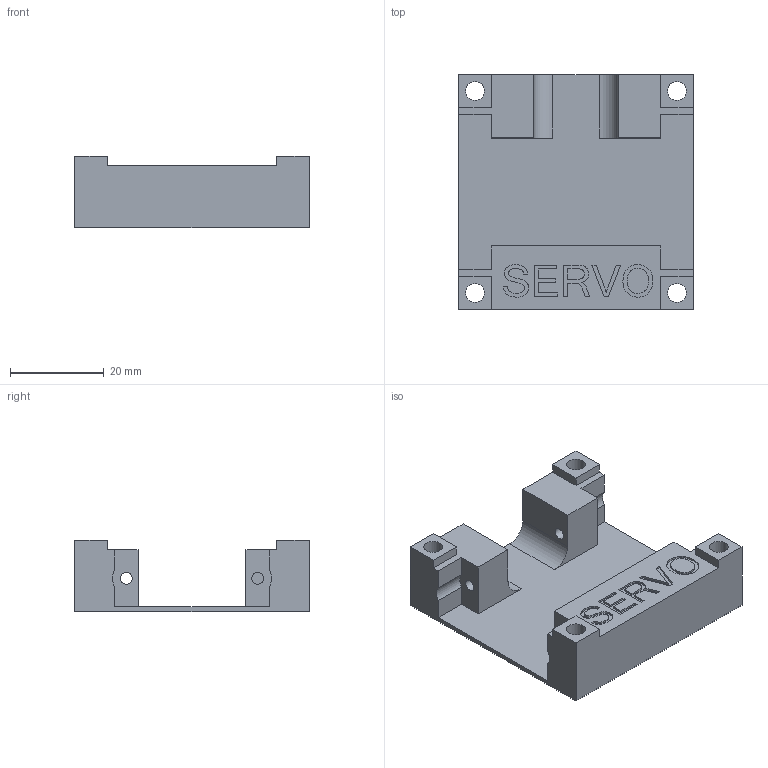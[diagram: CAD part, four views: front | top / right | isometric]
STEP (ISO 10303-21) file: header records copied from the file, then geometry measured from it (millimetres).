
FILE_DESCRIPTION(/* description */ ('Alibre Inc.'),/* implementation_level */ '2;1');
FILE_NAME(/* name */ 'export-5001538D-6009-4384-9909-DF81F75C8DF1',/* time_stamp */ '2024-07-01T16:28:17-06:00',/* author */ (''),/* organization */ (''),/* preprocessor_version */ 'ST-DEVELOPER v17',/* originating_system */ 'Alibre',/* authorisation */ '');
FILE_SCHEMA (('CONFIG_CONTROL_DESIGN'));
Length unit declared in the file: centimetre
Bounding box: 50 x 50 x 15.2 mm (x, y, z)
Volume: 13770.6 mm3; surface area: 9401.2 mm2
Topology: 1 solids, 1 shells, 145 faces, 408 edges, 274 vertices
Faces by surface type: plane 80, bspline 51, cylinder 14
Full cylindrical faces by diameter (mm): 2.5 x4, 4 x4
Entity records: 4599 total; most frequent: CARTESIAN_POINT 1252, ORIENTED_EDGE 788, DIRECTION 414, EDGE_CURVE 394, VERTEX_POINT 268, VECTOR 256, LINE 256, EDGE_LOOP 174
